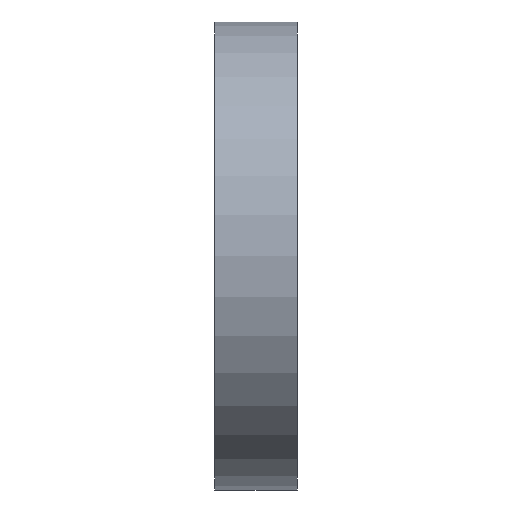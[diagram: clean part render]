
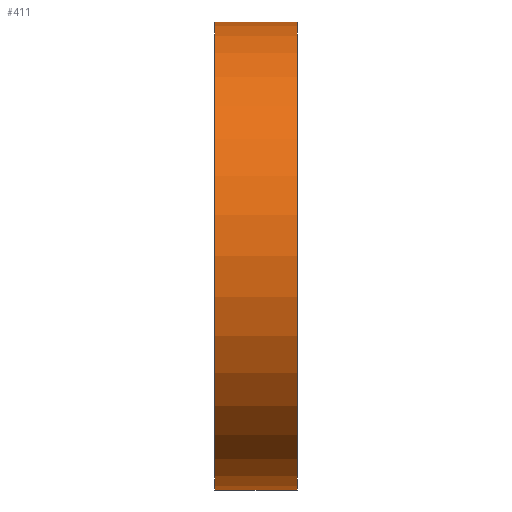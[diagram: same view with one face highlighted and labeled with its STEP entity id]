
A CAD part, left-side view. The second image highlights one B-rep face of the part: STEP entity #411.
In plain terms, the highlighted cylindrical face has radius 11.113 mm (diameter 22.225 mm), a partial arc.
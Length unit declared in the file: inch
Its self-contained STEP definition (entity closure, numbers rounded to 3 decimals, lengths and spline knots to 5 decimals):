
#3 = DIRECTION ( 'NONE',  ( 0., 0., 1. ) ) ;
#21 = ORIENTED_EDGE ( 'NONE', *, *, #564, .T. ) ;
#32 = CIRCLE ( 'NONE', #276, 0.4375 ) ;
#48 = CARTESIAN_POINT ( 'NONE',  ( 0., 0.154, -0.4375 ) ) ;
#56 = ORIENTED_EDGE ( 'NONE', *, *, #306, .T. ) ;
#77 = DIRECTION ( 'NONE',  ( 0., 1., 0. ) ) ;
#82 = DIRECTION ( 'NONE',  ( 0., 0., -1. ) ) ;
#85 = DIRECTION ( 'NONE',  ( 0., -1., 0. ) ) ;
#88 = CARTESIAN_POINT ( 'NONE',  ( 0., 0.154, 0. ) ) ;
#91 = CARTESIAN_POINT ( 'NONE',  ( 0., 0.154, 0. ) ) ;
#104 = EDGE_CURVE ( 'NONE', #451, #408, #237, .T. ) ;
#105 = CARTESIAN_POINT ( 'NONE',  ( 0., 0.154, 0.4375 ) ) ;
#109 = ORIENTED_EDGE ( 'NONE', *, *, #104, .F. ) ;
#147 = ORIENTED_EDGE ( 'NONE', *, *, #531, .F. ) ;
#175 = CARTESIAN_POINT ( 'NONE',  ( 0., 0., 0.4375 ) ) ;
#185 = AXIS2_PLACEMENT_3D ( 'NONE', #88, #85, #82 ) ;
#200 = VERTEX_POINT ( 'NONE', #550 ) ;
#203 = DIRECTION ( 'NONE',  ( 0., 0., 1. ) ) ;
#205 = DIRECTION ( 'NONE',  ( 0., 1., 0. ) ) ;
#209 = CARTESIAN_POINT ( 'NONE',  ( 0., 0., 0. ) ) ;
#215 = EDGE_LOOP ( 'NONE', ( #147, #109, #21, #56 ) ) ;
#237 = CIRCLE ( 'NONE', #410, 0.4375 ) ;
#276 = AXIS2_PLACEMENT_3D ( 'NONE', #209, #205, #203 ) ;
#306 = EDGE_CURVE ( 'NONE', #200, #333, #32, .T. ) ;
#333 = VERTEX_POINT ( 'NONE', #175 ) ;
#370 = CARTESIAN_POINT ( 'NONE',  ( 0., 0.154, -0.4375 ) ) ;
#373 = DIRECTION ( 'NONE',  ( 0., -1., 0. ) ) ;
#407 = VECTOR ( 'NONE', #373, 39.37008 ) ;
#408 = VERTEX_POINT ( 'NONE', #105 ) ;
#410 = AXIS2_PLACEMENT_3D ( 'NONE', #91, #77, #3 ) ;
#411 = ADVANCED_FACE ( 'NONE', ( #521 ), #544, .T. ) ;
#416 = CARTESIAN_POINT ( 'NONE',  ( 0., 0.154, 0.4375 ) ) ;
#422 = VECTOR ( 'NONE', #434, 39.37008 ) ;
#424 = LINE ( 'NONE', #370, #407 ) ;
#429 = LINE ( 'NONE', #416, #422 ) ;
#434 = DIRECTION ( 'NONE',  ( 0., -1., 0. ) ) ;
#451 = VERTEX_POINT ( 'NONE', #48 ) ;
#521 = FACE_OUTER_BOUND ( 'NONE', #215, .T. ) ;
#531 = EDGE_CURVE ( 'NONE', #408, #333, #429, .T. ) ;
#544 = CYLINDRICAL_SURFACE ( 'NONE', #185, 0.4375 ) ;
#550 = CARTESIAN_POINT ( 'NONE',  ( 0., 0., -0.4375 ) ) ;
#564 = EDGE_CURVE ( 'NONE', #451, #200, #424, .T. ) ;
